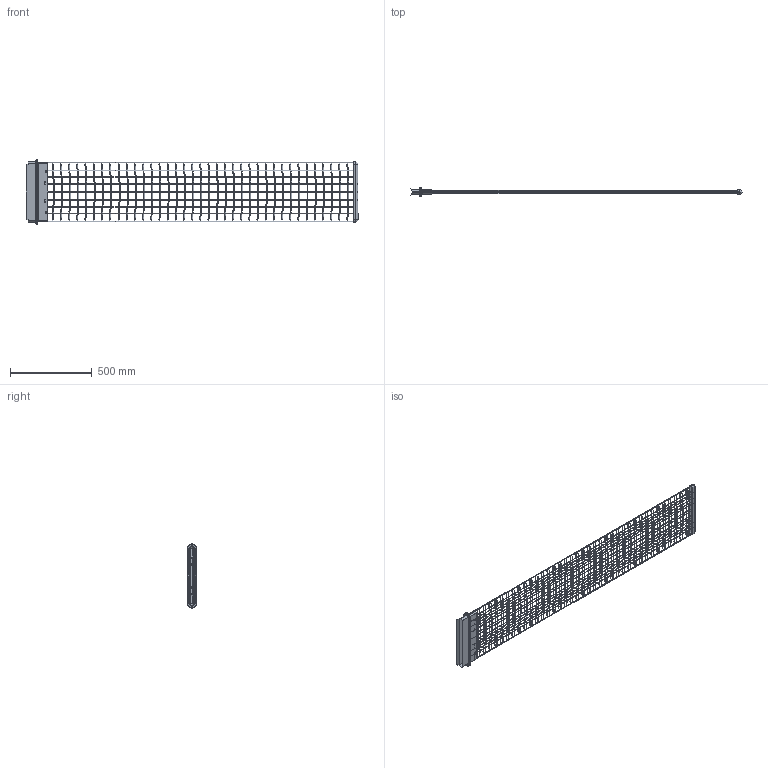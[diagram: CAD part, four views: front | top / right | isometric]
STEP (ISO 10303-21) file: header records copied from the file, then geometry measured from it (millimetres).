
FILE_DESCRIPTION (( 'STEP AP203' ), '1' );
FILE_NAME ('GÉ OSMIÈKA.STEP', '2023-12-11T09:02:08', ( '' ), ( '' ), 'SwSTEP 2.0', 'SolidWorks 2022', '' );
FILE_SCHEMA (( 'CONFIG_CONTROL_DESIGN' ));
Length unit declared in the file: millimetre
Products named in the file (3): RF-M009-07 - ASSY CAGE 2000 G7 - DIL_2+1000; GÉ OSMIČKA; RF-M009-07 - ASSY CAGE 2000 G7 - DIL_1
Assembly tree (2 placements, depth 2):
  GÉ OSMIČKA
    RF-M009-07 - ASSY CAGE 2000 G7 - DIL_1
    RF-M009-07 - ASSY CAGE 2000 G7 - DIL_2+1000
Bounding box: 2031.64 x 54.5 x 392.5 mm (x, y, z)
Volume: 634368.5 mm3; surface area: 949745.1 mm2
Topology: 16 solids, 16 shells, 3915 faces, 11742 edges, 8064 vertices
Faces by surface type: cylinder 2832, torus 648, plane 431, sphere 4
Entity records: 160273 total; most frequent: CARTESIAN_POINT 60834, ORIENTED_EDGE 23468, DIRECTION 18686, EDGE_CURVE 11734, VERTEX_POINT 8060, AXIS2_PLACEMENT_3D 7672, EDGE_LOOP 5054, ADVANCED_FACE 3915
